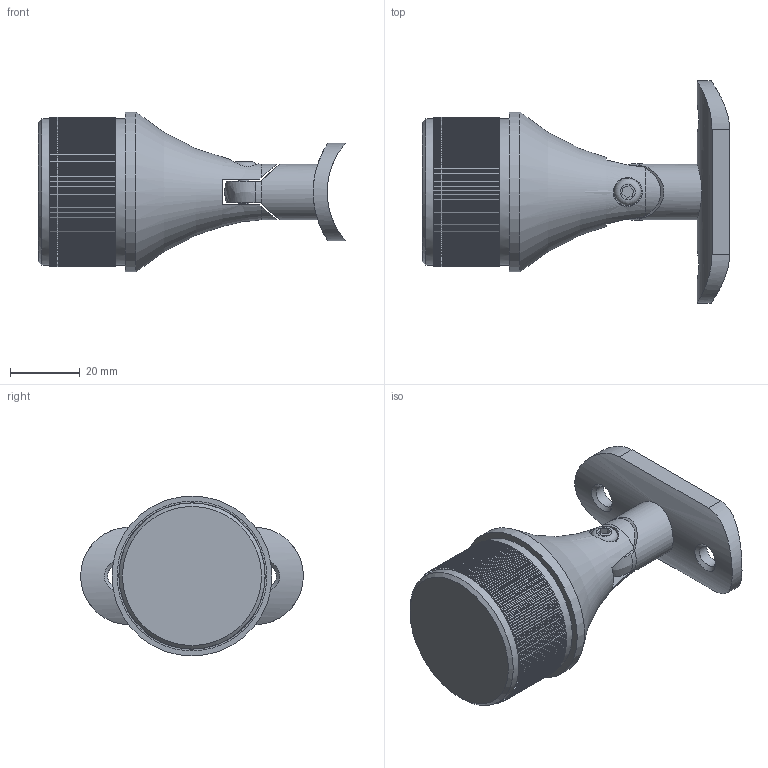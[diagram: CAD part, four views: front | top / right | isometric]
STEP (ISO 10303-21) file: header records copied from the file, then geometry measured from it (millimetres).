
FILE_DESCRIPTION(/* description */ (''),/* implementation_level */ '2;1');
FILE_NAME(/* name */ 'Rohtstuetze_X175.stp',/* time_stamp */ '2017-07-27T22:36:02+02:00',/* author */ (''),/* organization */ (''),/* preprocessor_version */ 'ST-DEVELOPER v16',/* originating_system */ 'SIEMENS PLM Software NX 11.0',/* authorisation */ '');
FILE_SCHEMA (('AUTOMOTIVE_DESIGN { 1 0 10303 214 3 1 1 1 }'));
Length unit declared in the file: millimetre
Products named in the file (1): Goge2304B54Erntd
Bounding box: 88.28 x 63.95 x 46 mm (x, y, z)
Volume: 10256.3 mm3; surface area: 18284.4 mm2
Topology: 1 solids, 2 shells, 970 faces, 2345 edges, 1563 vertices
Faces by surface type: plane 934, cylinder 25, bspline 6, torus 4, cone 1
Full cylindrical faces by diameter (mm): 2.604 x8, 3 x1, 6.5 x2, 8.371 x1, 11.697 x1, 12.127 x1, 16 x1, 42 x1, 46 x1
Entity records: 31871 total; most frequent: CARTESIAN_POINT 9120, ORIENTED_EDGE 4578, DIRECTION 4546, EDGE_CURVE 2289, LINE 1850, VECTOR 1850, VERTEX_POINT 1533, AXIS2_PLACEMENT_3D 1348
